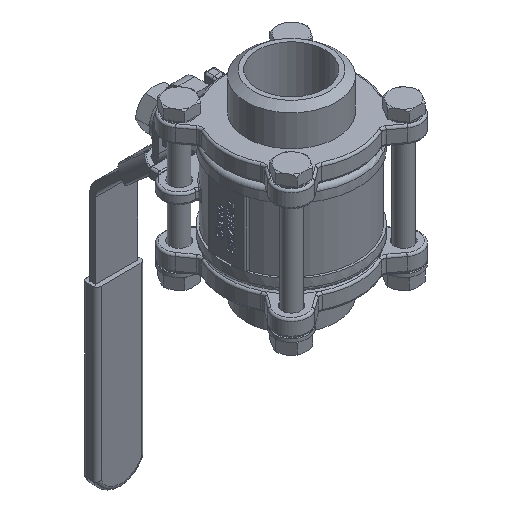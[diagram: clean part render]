
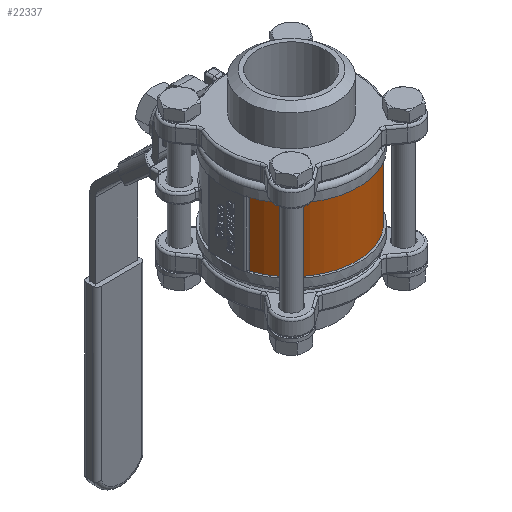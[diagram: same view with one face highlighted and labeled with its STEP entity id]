
A CAD part, isometric view. The second image highlights one B-rep face of the part: STEP entity #22337.
In plain terms, the highlighted cylindrical face has radius 31 mm (diameter 62 mm), a partial arc.
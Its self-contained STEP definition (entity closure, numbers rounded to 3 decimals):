
#3112=FACE_OUTER_BOUND('',#4491,.T.);
#4491=EDGE_LOOP('',(#18434,#18435,#18436,#18437));
#5296=LINE('',#29743,#7108);
#5298=LINE('',#29758,#7110);
#7108=VECTOR('',#24608,31.);
#7110=VECTOR('',#24626,31.);
#8840=CIRCLE('',#23002,31.);
#8842=CIRCLE('',#23006,31.);
#9543=VERTEX_POINT('',#29740);
#9544=VERTEX_POINT('',#29742);
#9547=VERTEX_POINT('',#29750);
#9549=VERTEX_POINT('',#29756);
#11690=EDGE_CURVE('',#9543,#9544,#5296,.T.);
#11695=EDGE_CURVE('',#9547,#9543,#8840,.T.);
#11698=EDGE_CURVE('',#9549,#9547,#5298,.T.);
#11699=EDGE_CURVE('',#9544,#9549,#8842,.T.);
#18434=ORIENTED_EDGE('',*,*,#11690,.F.);
#18435=ORIENTED_EDGE('',*,*,#11695,.F.);
#18436=ORIENTED_EDGE('',*,*,#11698,.F.);
#18437=ORIENTED_EDGE('',*,*,#11699,.F.);
#21512=CYLINDRICAL_SURFACE('',#23624,31.);
#22337=ADVANCED_FACE('',(#3112),#21512,.T.);
#23002=AXIS2_PLACEMENT_3D('',#29752,#24619,#24620);
#23006=AXIS2_PLACEMENT_3D('',#29760,#24629,#24630);
#23624=AXIS2_PLACEMENT_3D('',#38215,#26783,#26784);
#24608=DIRECTION('',(0.,0.,-1.));
#24619=DIRECTION('center_axis',(0.,0.,1.));
#24620=DIRECTION('ref_axis',(-1.,0.,0.));
#24626=DIRECTION('',(0.,0.,1.));
#24629=DIRECTION('center_axis',(0.,0.,-1.));
#24630=DIRECTION('ref_axis',(1.,0.,0.));
#26783=DIRECTION('center_axis',(0.,0.,1.));
#26784=DIRECTION('ref_axis',(0.833,-0.553,0.));
#29740=CARTESIAN_POINT('',(29.447,-9.688,15.5));
#29742=CARTESIAN_POINT('',(29.447,-9.688,-15.5));
#29743=CARTESIAN_POINT('',(29.447,-9.688,0.));
#29750=CARTESIAN_POINT('',(-29.461,-9.646,15.5));
#29752=CARTESIAN_POINT('Origin',(0.,0.,15.5));
#29756=CARTESIAN_POINT('',(-29.461,-9.646,-15.5));
#29758=CARTESIAN_POINT('',(-29.461,-9.646,0.));
#29760=CARTESIAN_POINT('Origin',(0.,0.,-15.5));
#38215=CARTESIAN_POINT('Origin',(0.,0.,0.));
